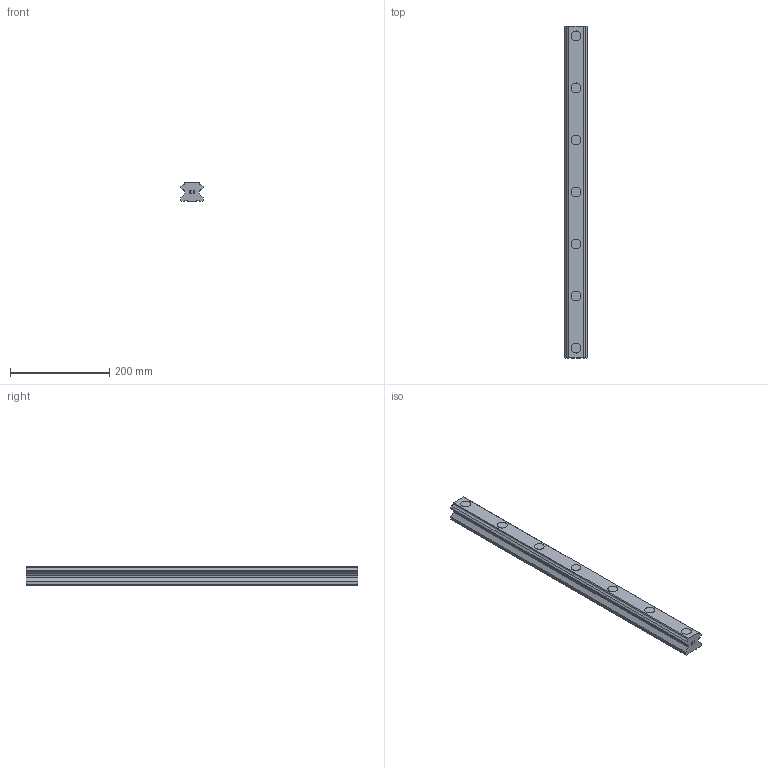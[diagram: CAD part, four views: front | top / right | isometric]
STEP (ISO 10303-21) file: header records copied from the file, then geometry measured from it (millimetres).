
FILE_DESCRIPTION(('STEP AP214'),'1');
FILE_NAME('cctmp_E9583810-4083-4A54-90D4-74BD5E7FB30A_2020_10_29_8_40_54_185..stp','2020-10-29T07:40:54',('HIWIN GmbH'),('CADClick - www.CADClick.com'),'Spatial InterOp 3D',' ','unknown authorization');
FILE_SCHEMA(('AUTOMOTIVE_DESIGN'));
Length unit declared in the file: millimetre
Products named in the file (1): HGR45R670H_FILE
Bounding box: 45 x 670 x 38 mm (x, y, z)
Volume: 896302.8 mm3; surface area: 133512.6 mm2
Topology: 1 solids, 1 shells, 160 faces, 399 edges, 266 vertices
Faces by surface type: plane 114, cylinder 46
Entity records: 6059 total; most frequent: CARTESIAN_POINT 826, DIRECTION 813, ORIENTED_EDGE 798, EDGE_CURVE 399, LINE 307, VECTOR 307, VERTEX_POINT 266, AXIS2_PLACEMENT_3D 253
